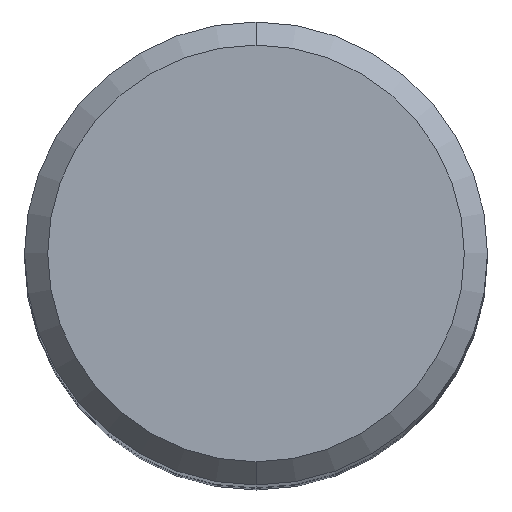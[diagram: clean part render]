
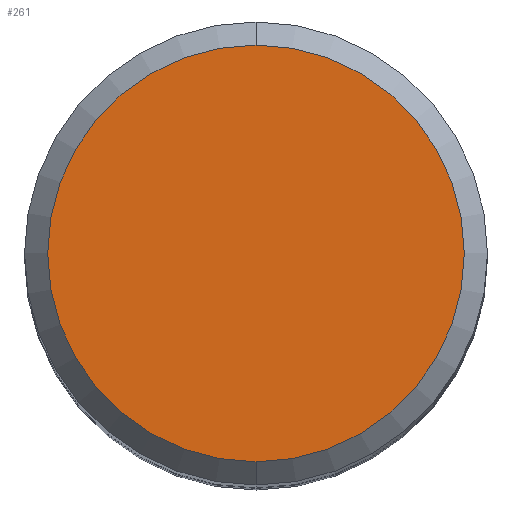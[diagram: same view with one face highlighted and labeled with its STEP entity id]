
A CAD part, top view. The second image highlights one B-rep face of the part: STEP entity #261.
In plain terms, the highlighted planar face has unit normal (0, 0, 1).
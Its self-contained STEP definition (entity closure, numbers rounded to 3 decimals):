
#179=VERTEX_POINT('',#478);
#257=EDGE_CURVE('',#179,#267,#567,.T.);
#261=ADVANCED_FACE('',(#571),#572,.T.);
#267=VERTEX_POINT('',#578);
#353=EDGE_CURVE('',#267,#179,#676,.T.);
#478=CARTESIAN_POINT('',(0.0,7.2,0.0));
#567=CIRCLE('',#982,7.2);
#571=FACE_OUTER_BOUND('',#987,.T.);
#572=PLANE('',#988);
#578=CARTESIAN_POINT('',(0.,-7.2,0.0));
#676=CIRCLE('',#1218,7.2);
#982=AXIS2_PLACEMENT_3D('',#1593,#1594,#1595);
#987=EDGE_LOOP('',(#1600,#1601));
#988=AXIS2_PLACEMENT_3D('',#1602,#1603,#1604);
#1218=AXIS2_PLACEMENT_3D('',#1731,#1732,#1733);
#1593=CARTESIAN_POINT('',(0.0,0.0,0.0));
#1594=DIRECTION('',(0.0,0.0,-1.0));
#1595=DIRECTION('',(0.0,1.0,0.0));
#1600=ORIENTED_EDGE('',*,*,#257,.F.);
#1601=ORIENTED_EDGE('',*,*,#353,.F.);
#1602=CARTESIAN_POINT('',(0.0,3.6,0.0));
#1603=DIRECTION('',(-0.0,0.0,1.0));
#1604=DIRECTION('',(0.0,-1.0,0.0));
#1731=CARTESIAN_POINT('',(0.0,0.0,0.0));
#1732=DIRECTION('',(0.0,0.0,-1.0));
#1733=DIRECTION('',(0.0,1.0,0.0));
